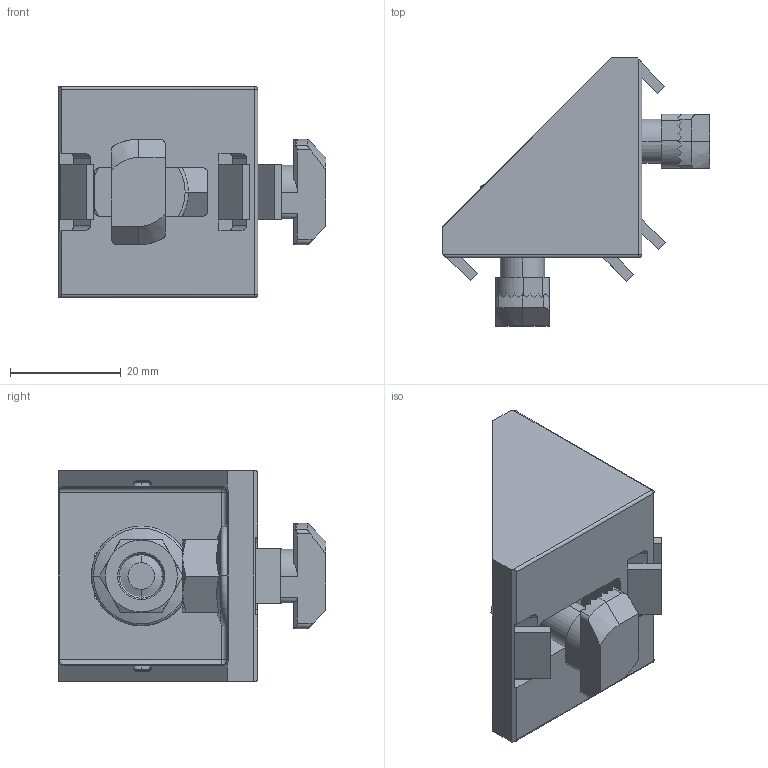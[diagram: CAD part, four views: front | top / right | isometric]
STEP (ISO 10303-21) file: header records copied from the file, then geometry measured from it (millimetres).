
FILE_DESCRIPTION((''),'2;1');
FILE_NAME('11142_KOTNIK_AL_40X40_KPL_ASM','2022-09-16T13:57:05',('PredragRovcanin'),('Audax d.o.o.'),'CREO PARAMETRIC BY PTC INC, 2020281','CREO PARAMETRIC BY PTC INC, 2020281','');
FILE_SCHEMA(('AUTOMOTIVE_DESIGN { 1 0 10303 214 1 1 1 1 }'));
Length unit declared in the file: millimetre
Products named in the file (4): 11142_KOTNIK_AL_40X40_U10; VIJAK_KLAD_GL_M8X20; 11052_MATICA_PRIROBNICA_M8; 11142_KOTNIK_AL_40X40_KPL_ASM
Assembly tree (5 placements, depth 2):
  11142_KOTNIK_AL_40X40_KPL_ASM
    11142_KOTNIK_AL_40X40_U10
    VIJAK_KLAD_GL_M8X20  x2
    11052_MATICA_PRIROBNICA_M8  x2
Bounding box: 48.3 x 48.3 x 38 mm (x, y, z)
Volume: 20757.4 mm3; surface area: 13630.1 mm2
Topology: 5 solids, 9 shells, 420 faces, 1104 edges, 721 vertices
Faces by surface type: plane 226, cylinder 86, extrusion 44, cone 28, torus 24, bspline 8, sphere 4
Entity records: 16599 total; most frequent: CARTESIAN_POINT 4816, ORIENTED_EDGE 1730, DIRECTION 1499, PRESENTATION_STYLE_ASSIGNMENT 894, STYLED_ITEM 894, CURVE_STYLE 889, EDGE_CURVE 869, VECTOR 573
